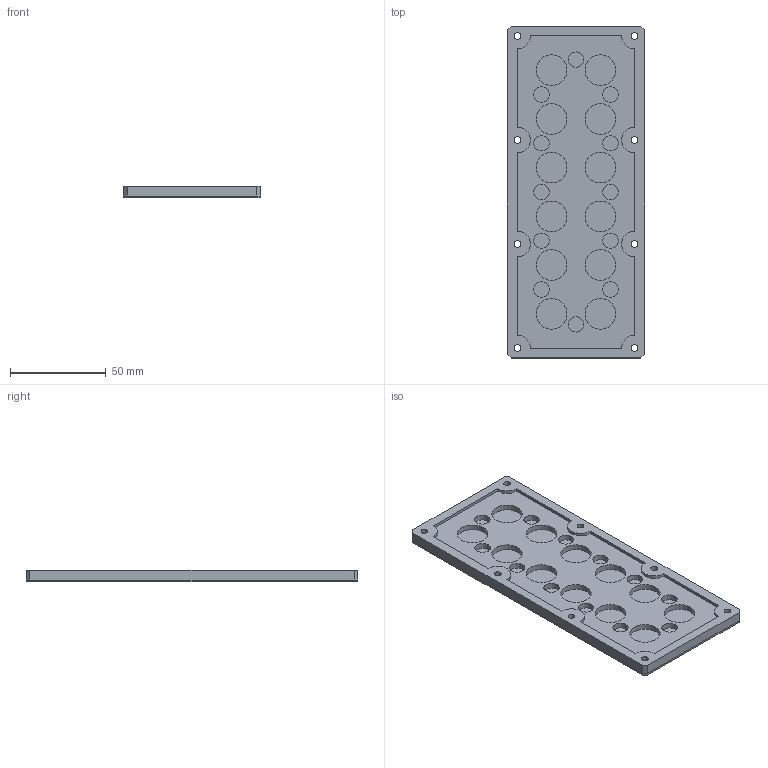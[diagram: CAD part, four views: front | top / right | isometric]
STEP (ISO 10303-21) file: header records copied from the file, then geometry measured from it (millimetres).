
FILE_DESCRIPTION(/* description */ (''),/* implementation_level */ '2;1');
FILE_NAME(/* name */ 'LED.step',/* time_stamp */ '2020-10-28T15:37:20+11:00',/* author */ (''),/* organization */ (''),/* preprocessor_version */ 'ST-DEVELOPER v18.1',/* originating_system */ 'Autodesk Translation Framework v9.3.0.1241',/* authorisation */ '');
FILE_SCHEMA (('AUTOMOTIVE_DESIGN { 1 0 10303 214 3 1 1 }'));
Length unit declared in the file: millimetre
Products named in the file (3): LED; Lens; PCB
Assembly tree (2 placements, depth 2):
  LED
    Lens
    PCB
Bounding box: 71.4 x 173 x 6.2 mm (x, y, z)
Volume: 45990 mm3; surface area: 50332.4 mm2
Topology: 2 solids, 2 shells, 94 faces, 264 edges, 176 vertices
Faces by surface type: cylinder 56, plane 38
Full cylindrical faces by diameter (mm): 3.45 x16, 8 x12, 16 x12
Entity records: 3325 total; most frequent: DIRECTION 574, CARTESIAN_POINT 539, ORIENTED_EDGE 528, EDGE_CURVE 264, AXIS2_PLACEMENT_3D 211, EDGE_LOOP 176, VERTEX_POINT 176, LINE 152
